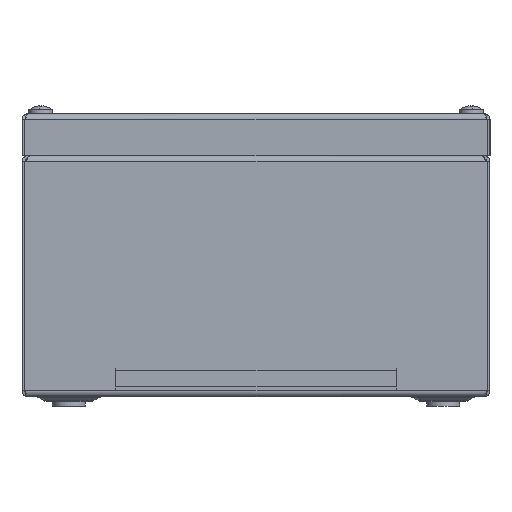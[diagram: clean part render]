
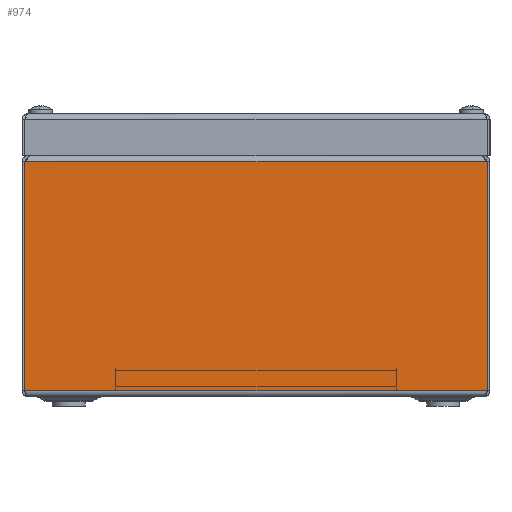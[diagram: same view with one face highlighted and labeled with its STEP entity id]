
A CAD part, left-side view. The second image highlights one B-rep face of the part: STEP entity #974.
In plain terms, the highlighted planar face has unit normal (-1, 0, 0).
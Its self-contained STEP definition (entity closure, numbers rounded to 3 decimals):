
#918 = VERTEX_POINT('',#919);
#919 = CARTESIAN_POINT('',(-200.,-98.743,100.5));
#925 = EDGE_CURVE('',#918,#926,#928,.T.);
#926 = VERTEX_POINT('',#927);
#927 = CARTESIAN_POINT('',(-200.,-98.743,2.5));
#928 = LINE('',#929,#930);
#929 = CARTESIAN_POINT('',(-200.,-98.743,103.));
#930 = VECTOR('',#931,1.);
#931 = DIRECTION('',(0.,0.,-1.));
#974 = ADVANCED_FACE('',(#975),#1000,.F.);
#975 = FACE_BOUND('',#976,.T.);
#976 = EDGE_LOOP('',(#977,#985,#993,#999));
#977 = ORIENTED_EDGE('',*,*,#978,.T.);
#978 = EDGE_CURVE('',#918,#979,#981,.T.);
#979 = VERTEX_POINT('',#980);
#980 = CARTESIAN_POINT('',(-200.,98.743,100.5));
#981 = LINE('',#982,#983);
#982 = CARTESIAN_POINT('',(-200.,-98.743,100.5));
#983 = VECTOR('',#984,1.);
#984 = DIRECTION('',(0.,1.,0.));
#985 = ORIENTED_EDGE('',*,*,#986,.F.);
#986 = EDGE_CURVE('',#987,#979,#989,.T.);
#987 = VERTEX_POINT('',#988);
#988 = CARTESIAN_POINT('',(-200.,98.743,2.5));
#989 = LINE('',#990,#991);
#990 = CARTESIAN_POINT('',(-200.,98.743,103.));
#991 = VECTOR('',#992,1.);
#992 = DIRECTION('',(0.,0.,1.));
#993 = ORIENTED_EDGE('',*,*,#994,.F.);
#994 = EDGE_CURVE('',#926,#987,#995,.T.);
#995 = LINE('',#996,#997);
#996 = CARTESIAN_POINT('',(-200.,-2100.,2.5));
#997 = VECTOR('',#998,1.);
#998 = DIRECTION('',(0.,1.,0.));
#999 = ORIENTED_EDGE('',*,*,#925,.F.);
#1000 = PLANE('',#1001);
#1001 = AXIS2_PLACEMENT_3D('',#1002,#1003,#1004);
#1002 = CARTESIAN_POINT('',(-200.,-2100.,103.));
#1003 = DIRECTION('',(1.,0.,0.));
#1004 = DIRECTION('',(0.,1.,0.));
